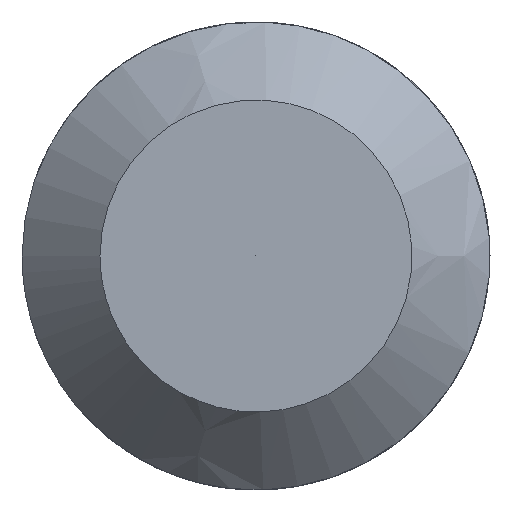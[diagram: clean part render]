
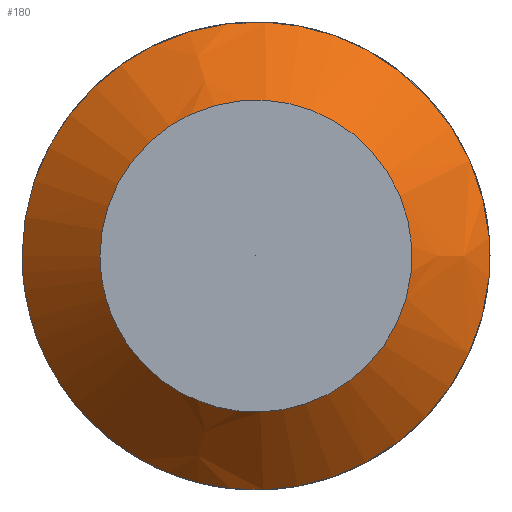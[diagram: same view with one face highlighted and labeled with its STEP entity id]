
A CAD part, left-side view. The second image highlights one B-rep face of the part: STEP entity #180.
In plain terms, the highlighted free-form (B-spline) face has degree [5, 3] with [6, 4] control points.
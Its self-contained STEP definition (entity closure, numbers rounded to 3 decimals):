
#60 = CARTESIAN_POINT ('', (-56.5, 1.5, 0.));
#61 = VERTEX_POINT ('', #60);
#69 = CARTESIAN_POINT ('', (-56.5, 1.5, 0.));
#70 = CARTESIAN_POINT ('', (-56.5, 1.5, 6.));
#71 = CARTESIAN_POINT ('', (-56.5, -4.5, 3.));
#72 = CARTESIAN_POINT ('', (-56.5, -4.5, -3.));
#73 = CARTESIAN_POINT ('', (-56.5, 1.5, -6.));
#74 = CARTESIAN_POINT ('', (-56.5, 1.5, 0.));
#75 = (
   BOUNDED_CURVE ()
   B_SPLINE_CURVE (5, (#69, #70, #71, #72, #73, #74), .UNSPECIFIED., .T., .U.)
   B_SPLINE_CURVE_WITH_KNOTS ((6, 6), (0., 1.), .UNSPECIFIED.)
   CURVE ()
   GEOMETRIC_REPRESENTATION_ITEM ()
   RATIONAL_B_SPLINE_CURVE ((5., 1., 1., 1., 1., 5.))
   REPRESENTATION_ITEM ('')
);
#76 = EDGE_CURVE ('', #61, #61, #75, .T.);
#110 = CARTESIAN_POINT ('', (-57., 1., 0.));
#111 = VERTEX_POINT ('', #110);
#118 = CARTESIAN_POINT ('', (-57., 1., 0.));
#119 = CARTESIAN_POINT ('', (-57., 1., 4.));
#120 = CARTESIAN_POINT ('', (-57., -3., 2.));
#121 = CARTESIAN_POINT ('', (-57., -3., -2.));
#122 = CARTESIAN_POINT ('', (-57., 1., -4.));
#123 = CARTESIAN_POINT ('', (-57., 1., 0.));
#124 = (
   BOUNDED_CURVE ()
   B_SPLINE_CURVE (5, (#118, #119, #120, #121, #122, #123), .UNSPECIFIED., .T., .U.)
   B_SPLINE_CURVE_WITH_KNOTS ((6, 6), (0., 1.), .UNSPECIFIED.)
   CURVE ()
   GEOMETRIC_REPRESENTATION_ITEM ()
   RATIONAL_B_SPLINE_CURVE ((5., 1., 1., 1., 1., 5.))
   REPRESENTATION_ITEM ('')
);
#125 = EDGE_CURVE ('', #111, #111, #124, .T.);
#143 = CARTESIAN_POINT ('', (-57., 1., 0.));
#144 = CARTESIAN_POINT ('', (-56.833, 1.167, 0.));
#145 = CARTESIAN_POINT ('', (-56.667, 1.333, 0.));
#146 = CARTESIAN_POINT ('', (-56.5, 1.5, 0.));
#147 = B_SPLINE_CURVE_WITH_KNOTS ('', 3, (#143, #144, #145, #146), .UNSPECIFIED., .F., .U., (4, 4), (0., 1.), .UNSPECIFIED.);
#148 = EDGE_CURVE ('', #111, #61, #147, .T.);
#149 = ORIENTED_EDGE ('', *, *, #148, .F.);
#150 = ORIENTED_EDGE ('', *, *, #125, .T.);
#151 = ORIENTED_EDGE ('', *, *, #148, .T.);
#152 = ORIENTED_EDGE ('', *, *, #76, .F.);
#153 = EDGE_LOOP ('', (#149, #150, #151, #152));
#154 = FACE_OUTER_BOUND ('', #153, .T.);
#155 = CARTESIAN_POINT ('', (-57., 1., 0.));
#156 = CARTESIAN_POINT ('', (-56.833, 1.167, 0.));
#157 = CARTESIAN_POINT ('', (-56.667, 1.333, 0.));
#158 = CARTESIAN_POINT ('', (-56.5, 1.5, 0.));
#159 = CARTESIAN_POINT ('', (-57., 1., 4.));
#160 = CARTESIAN_POINT ('', (-56.833, 1.167, 4.667));
#161 = CARTESIAN_POINT ('', (-56.667, 1.333, 5.333));
#162 = CARTESIAN_POINT ('', (-56.5, 1.5, 6.));
#163 = CARTESIAN_POINT ('', (-57., -3., 2.));
#164 = CARTESIAN_POINT ('', (-56.833, -3.5, 2.333));
#165 = CARTESIAN_POINT ('', (-56.667, -4., 2.667));
#166 = CARTESIAN_POINT ('', (-56.5, -4.5, 3.));
#167 = CARTESIAN_POINT ('', (-57., -3., -2.));
#168 = CARTESIAN_POINT ('', (-56.833, -3.5, -2.333));
#169 = CARTESIAN_POINT ('', (-56.667, -4., -2.667));
#170 = CARTESIAN_POINT ('', (-56.5, -4.5, -3.));
#171 = CARTESIAN_POINT ('', (-57., 1., -4.));
#172 = CARTESIAN_POINT ('', (-56.833, 1.167, -4.667));
#173 = CARTESIAN_POINT ('', (-56.667, 1.333, -5.333));
#174 = CARTESIAN_POINT ('', (-56.5, 1.5, -6.));
#175 = CARTESIAN_POINT ('', (-57., 1., 0.));
#176 = CARTESIAN_POINT ('', (-56.833, 1.167, 0.));
#177 = CARTESIAN_POINT ('', (-56.667, 1.333, 0.));
#178 = CARTESIAN_POINT ('', (-56.5, 1.5, 0.));
#179 = (
   BOUNDED_SURFACE ()
   B_SPLINE_SURFACE (5, 3, ((#155, #156, #157, #158), (#159, #160, #161, #162), (#163, #164, #165, #166), (#167, #168, #169, #170), (#171, #172, #173, #174), (#175, #176, #177, #178)), .UNSPECIFIED., .T., .F., .U.)
   B_SPLINE_SURFACE_WITH_KNOTS ((6, 6), (4, 4), (0., 1.), (0., 1.), .UNSPECIFIED.)
   SURFACE ()
   GEOMETRIC_REPRESENTATION_ITEM ()
   RATIONAL_B_SPLINE_SURFACE (((5., 5., 5., 5.), (1., 1., 1., 1.), (1., 1., 1., 1.), (1., 1., 1., 1.), (1., 1., 1., 1.), (5., 5., 5., 5.)))
   REPRESENTATION_ITEM ('')
);
#180 = ADVANCED_FACE ('', (#154), #179, .T.);
